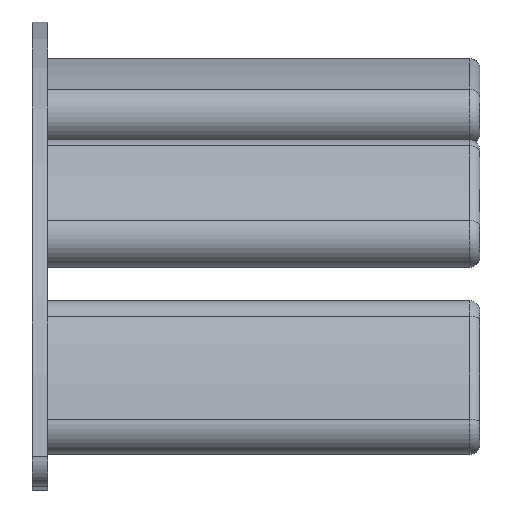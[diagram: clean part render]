
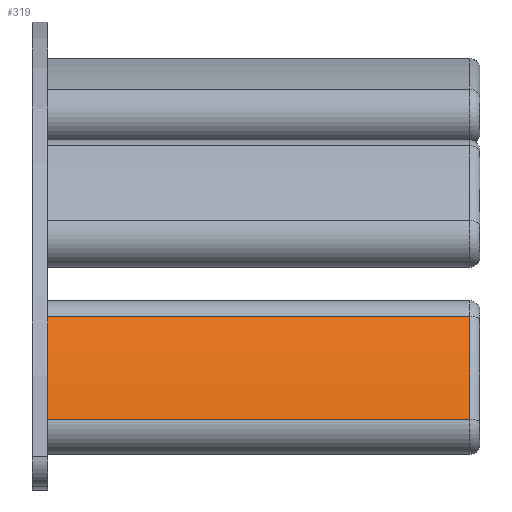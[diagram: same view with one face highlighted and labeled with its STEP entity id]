
A CAD part, left-side view. The second image highlights one B-rep face of the part: STEP entity #319.
In plain terms, the highlighted cylindrical face has radius 46.25 mm (diameter 92.5 mm), a partial arc.
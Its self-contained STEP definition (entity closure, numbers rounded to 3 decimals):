
#151=CYLINDRICAL_SURFACE('',#2008,46.25);
#207=FACE_OUTER_BOUND('',#653,.T.);
#319=ADVANCED_FACE('',(#207),#151,.T.);
#436=LINE('',#3092,#520);
#438=LINE('',#3098,#522);
#520=VECTOR('',#2435,1.);
#522=VECTOR('',#2441,1.);
#653=EDGE_LOOP('',(#896,#897,#898,#899));
#896=ORIENTED_EDGE('',*,*,#1559,.T.);
#897=ORIENTED_EDGE('',*,*,#1560,.T.);
#898=ORIENTED_EDGE('',*,*,#1556,.F.);
#899=ORIENTED_EDGE('',*,*,#1521,.F.);
#1361=VERTEX_POINT('',#3020);
#1362=VERTEX_POINT('',#3022);
#1388=VERTEX_POINT('',#3093);
#1390=VERTEX_POINT('',#3099);
#1521=EDGE_CURVE('',#1361,#1362,#1783,.T.);
#1556=EDGE_CURVE('',#1362,#1388,#436,.T.);
#1559=EDGE_CURVE('',#1361,#1390,#438,.T.);
#1560=EDGE_CURVE('',#1390,#1388,#1809,.T.);
#1783=CIRCLE('',#1970,46.25);
#1809=CIRCLE('',#2007,46.25);
#1970=AXIS2_PLACEMENT_3D('',#3021,#2355,#2356);
#2007=AXIS2_PLACEMENT_3D('',#3100,#2442,#2443);
#2008=AXIS2_PLACEMENT_3D('',#3101,#2444,#2445);
#2355=DIRECTION('',(0.,1.,0.));
#2356=DIRECTION('',(0.,0.,1.));
#2435=DIRECTION('',(0.,-1.,0.));
#2441=DIRECTION('',(0.,-1.,0.));
#2442=DIRECTION('',(0.,1.,0.));
#2443=DIRECTION('',(0.,0.,1.));
#2444=DIRECTION('',(0.,-1.,0.));
#2445=DIRECTION('',(0.,0.,-1.));
#3020=CARTESIAN_POINT('',(-44.991,169.,10.718));
#3021=CARTESIAN_POINT('',(0.,169.,0.));
#3022=CARTESIAN_POINT('',(-41.355,169.,20.709));
#3092=CARTESIAN_POINT('',(-41.355,169.,20.709));
#3093=CARTESIAN_POINT('',(-41.355,128.15,20.709));
#3098=CARTESIAN_POINT('',(-44.991,169.,10.718));
#3099=CARTESIAN_POINT('',(-44.991,128.15,10.718));
#3100=CARTESIAN_POINT('',(0.,128.15,0.));
#3101=CARTESIAN_POINT('',(0.,169.,0.));
